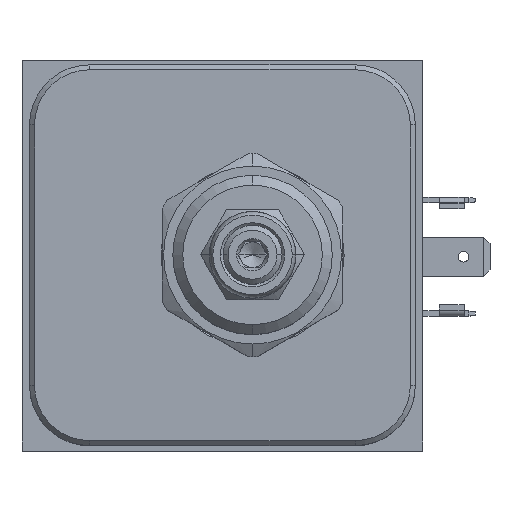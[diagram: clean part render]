
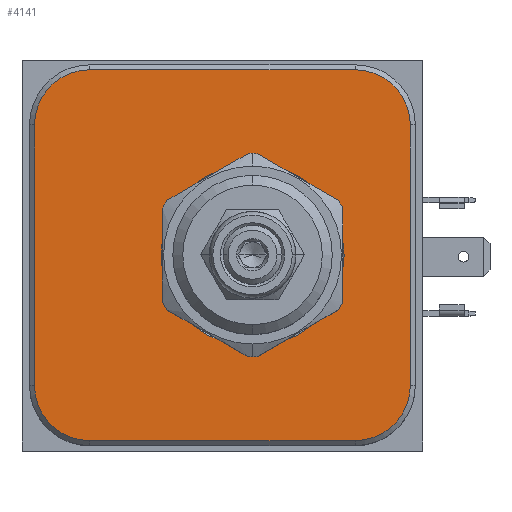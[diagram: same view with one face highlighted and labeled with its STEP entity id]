
A CAD part, top view. The second image highlights one B-rep face of the part: STEP entity #4141.
In plain terms, the highlighted planar face has unit normal (0, 0, 1).
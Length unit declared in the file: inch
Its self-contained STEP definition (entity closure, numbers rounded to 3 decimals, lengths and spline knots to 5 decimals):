
#75=CARTESIAN_POINT('',(2.078,-2.031,4.));
#76=DIRECTION('',(0.,0.,-1.));
#77=DIRECTION('',(1.,0.,0.));
#78=AXIS2_PLACEMENT_3D('',#75,#76,#77);
#89=CARTESIAN_POINT('',(1.438,-1.219,4.));
#90=DIRECTION('',(0.,0.,-1.));
#91=DIRECTION('',(-1.,0.,0.));
#92=AXIS2_PLACEMENT_3D('',#89,#90,#91);
#94=CARTESIAN_POINT('',(1.438,-1.219,4.));
#95=DIRECTION('',(0.,0.,-1.));
#96=DIRECTION('',(1.,0.,0.));
#97=AXIS2_PLACEMENT_3D('',#94,#95,#96);
#3552=DIRECTION('',(-1.,0.,0.));
#3553=VECTOR('',#3552,1.656);
#3554=CARTESIAN_POINT('',(2.078,-2.375,4.));
#3555=LINE('',#3554,#3553);
#3572=CARTESIAN_POINT('',(0.422,-2.031,4.));
#3573=DIRECTION('',(0.,0.,-1.));
#3574=DIRECTION('',(0.,-1.,0.));
#3575=AXIS2_PLACEMENT_3D('',#3572,#3573,#3574);
#3590=DIRECTION('',(0.,1.,0.));
#3591=VECTOR('',#3590,1.625);
#3592=CARTESIAN_POINT('',(0.078,-2.031,4.));
#3593=LINE('',#3592,#3591);
#3606=CARTESIAN_POINT('',(0.422,-0.406,4.));
#3607=DIRECTION('',(0.,0.,-1.));
#3608=DIRECTION('',(-1.,0.,0.));
#3609=AXIS2_PLACEMENT_3D('',#3606,#3607,#3608);
#3620=DIRECTION('',(1.,0.,0.));
#3621=VECTOR('',#3620,1.656);
#3622=CARTESIAN_POINT('',(0.422,-0.062,4.));
#3623=LINE('',#3622,#3621);
#3640=CARTESIAN_POINT('',(2.078,-0.406,4.));
#3641=DIRECTION('',(0.,0.,-1.));
#3642=DIRECTION('',(0.,1.,0.));
#3643=AXIS2_PLACEMENT_3D('',#3640,#3641,#3642);
#3654=DIRECTION('',(0.,-1.,0.));
#3655=VECTOR('',#3654,1.625);
#3656=CARTESIAN_POINT('',(2.422,-0.406,4.));
#3657=LINE('',#3656,#3655);
#3726=CARTESIAN_POINT('',(0.867,-1.219,4.));
#3727=CARTESIAN_POINT('',(2.009,-1.219,4.));
#3728=VERTEX_POINT('',#3726);
#3729=VERTEX_POINT('',#3727);
#3770=CARTESIAN_POINT('',(0.078,-2.031,4.));
#3771=CARTESIAN_POINT('',(0.078,-0.406,4.));
#3772=VERTEX_POINT('',#3770);
#3773=VERTEX_POINT('',#3771);
#3778=CARTESIAN_POINT('',(0.422,-0.062,4.));
#3779=VERTEX_POINT('',#3778);
#3782=CARTESIAN_POINT('',(2.078,-0.062,4.));
#3783=VERTEX_POINT('',#3782);
#3786=CARTESIAN_POINT('',(2.422,-0.406,4.));
#3787=VERTEX_POINT('',#3786);
#3790=CARTESIAN_POINT('',(2.422,-2.031,4.));
#3791=VERTEX_POINT('',#3790);
#3794=CARTESIAN_POINT('',(2.078,-2.375,4.));
#3795=VERTEX_POINT('',#3794);
#3798=CARTESIAN_POINT('',(0.422,-2.375,4.));
#3799=VERTEX_POINT('',#3798);
#4113=CARTESIAN_POINT('',(0.,0.,4.));
#4114=DIRECTION('',(0.,0.,1.));
#4115=DIRECTION('',(1.,0.,0.));
#4116=AXIS2_PLACEMENT_3D('',#4113,#4114,#4115);
#4117=PLANE('',#4116);
#4118=ORIENTED_EDGE('',*,*,#4103,.T.);
#4120=ORIENTED_EDGE('',*,*,#4119,.T.);
#4122=ORIENTED_EDGE('',*,*,#4121,.T.);
#4124=ORIENTED_EDGE('',*,*,#4123,.T.);
#4126=ORIENTED_EDGE('',*,*,#4125,.T.);
#4128=ORIENTED_EDGE('',*,*,#4127,.T.);
#4130=ORIENTED_EDGE('',*,*,#4129,.T.);
#4132=ORIENTED_EDGE('',*,*,#4131,.T.);
#4133=EDGE_LOOP('',(#4118,#4120,#4122,#4124,#4126,#4128,#4130,#4132));
#4134=FACE_OUTER_BOUND('',#4133,.F.);
#4136=ORIENTED_EDGE('',*,*,#4135,.F.);
#4138=ORIENTED_EDGE('',*,*,#4137,.F.);
#4139=EDGE_LOOP('',(#4136,#4138));
#4140=FACE_BOUND('',#4139,.F.);
#4141=ADVANCED_FACE('',(#4134,#4140),#4117,.T.);
#79=CIRCLE('',#78,0.344);
#93=CIRCLE('',#92,0.571);
#98=CIRCLE('',#97,0.571);
#3576=CIRCLE('',#3575,0.344);
#3610=CIRCLE('',#3609,0.344);
#3644=CIRCLE('',#3643,0.344);
#4103=EDGE_CURVE('',#3791,#3795,#79,.T.);
#4119=EDGE_CURVE('',#3795,#3799,#3555,.T.);
#4121=EDGE_CURVE('',#3799,#3772,#3576,.T.);
#4123=EDGE_CURVE('',#3772,#3773,#3593,.T.);
#4125=EDGE_CURVE('',#3773,#3779,#3610,.T.);
#4127=EDGE_CURVE('',#3779,#3783,#3623,.T.);
#4129=EDGE_CURVE('',#3783,#3787,#3644,.T.);
#4131=EDGE_CURVE('',#3787,#3791,#3657,.T.);
#4135=EDGE_CURVE('',#3728,#3729,#93,.T.);
#4137=EDGE_CURVE('',#3729,#3728,#98,.T.);
